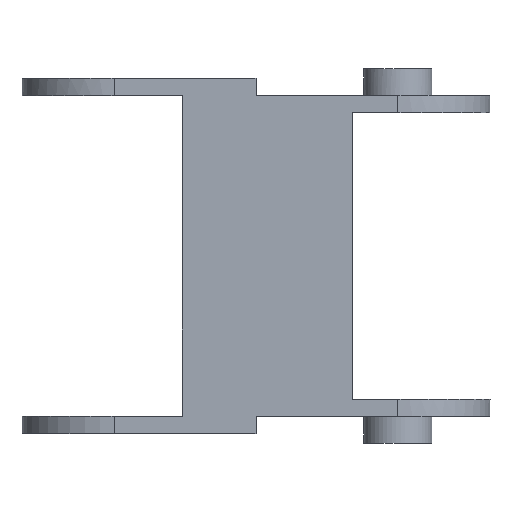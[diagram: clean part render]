
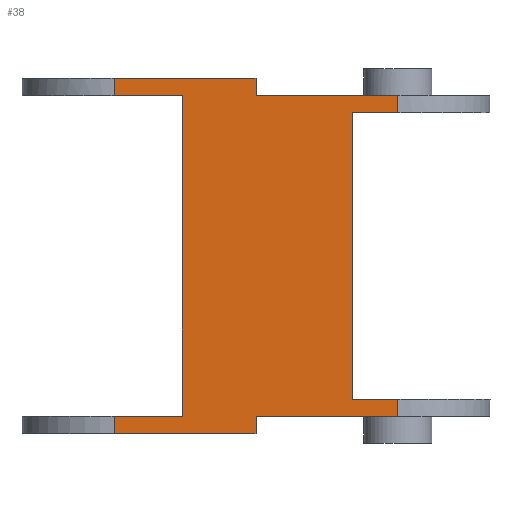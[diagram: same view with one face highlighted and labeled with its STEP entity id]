
A CAD part, top view. The second image highlights one B-rep face of the part: STEP entity #38.
In plain terms, the highlighted planar face has unit normal (0, 0, 1).
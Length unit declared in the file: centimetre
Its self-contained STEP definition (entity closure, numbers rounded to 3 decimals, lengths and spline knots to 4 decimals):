
#38=ADVANCED_FACE('',(#72),#589,.T.);
#72=FACE_OUTER_BOUND('',#106,.T.);
#106=EDGE_LOOP('',(#182,#183,#184,#185,#186,#187,#188,#189,#190,#191,#192,
#193,#194,#195,#196,#197));
#182=ORIENTED_EDGE('',*,*,#335,.T.);
#183=ORIENTED_EDGE('',*,*,#381,.T.);
#184=ORIENTED_EDGE('',*,*,#352,.F.);
#185=ORIENTED_EDGE('',*,*,#380,.F.);
#186=ORIENTED_EDGE('',*,*,#379,.F.);
#187=ORIENTED_EDGE('',*,*,#378,.T.);
#188=ORIENTED_EDGE('',*,*,#331,.F.);
#189=ORIENTED_EDGE('',*,*,#341,.F.);
#190=ORIENTED_EDGE('',*,*,#377,.T.);
#191=ORIENTED_EDGE('',*,*,#343,.F.);
#192=ORIENTED_EDGE('',*,*,#333,.F.);
#193=ORIENTED_EDGE('',*,*,#376,.F.);
#194=ORIENTED_EDGE('',*,*,#375,.T.);
#195=ORIENTED_EDGE('',*,*,#374,.T.);
#196=ORIENTED_EDGE('',*,*,#373,.F.);
#197=ORIENTED_EDGE('',*,*,#372,.T.);
#331=EDGE_CURVE('',#522,#525,#495,.T.);
#333=EDGE_CURVE('',#529,#527,#497,.T.);
#335=EDGE_CURVE('',#530,#532,#427,.T.);
#341=EDGE_CURVE('',#539,#522,#433,.T.);
#343=EDGE_CURVE('',#527,#540,#435,.T.);
#352=EDGE_CURVE('',#546,#547,#444,.T.);
#372=EDGE_CURVE('',#560,#530,#458,.T.);
#373=EDGE_CURVE('',#560,#561,#459,.T.);
#374=EDGE_CURVE('',#562,#561,#460,.T.);
#375=EDGE_CURVE('',#563,#562,#461,.T.);
#376=EDGE_CURVE('',#563,#529,#462,.T.);
#377=EDGE_CURVE('',#539,#540,#463,.T.);
#378=EDGE_CURVE('',#564,#525,#464,.T.);
#379=EDGE_CURVE('',#564,#565,#465,.T.);
#380=EDGE_CURVE('',#565,#546,#466,.T.);
#381=EDGE_CURVE('',#532,#547,#467,.T.);
#427=B_SPLINE_CURVE_WITH_KNOTS('',1,(#986,#987),.UNSPECIFIED.,.F.,.F.,(2,
2),(0.,2.26),.UNSPECIFIED.);
#433=B_SPLINE_CURVE_WITH_KNOTS('',1,(#998,#999),.UNSPECIFIED.,.F.,.F.,(2,
2),(0.,0.32),.UNSPECIFIED.);
#435=B_SPLINE_CURVE_WITH_KNOTS('',1,(#1002,#1003),.UNSPECIFIED.,.F.,.F.,
(2,2),(0.,0.32),.UNSPECIFIED.);
#444=B_SPLINE_CURVE_WITH_KNOTS('',1,(#1020,#1021),.UNSPECIFIED.,.F.,.F.,
(2,2),(0.,0.12),.UNSPECIFIED.);
#458=B_SPLINE_CURVE_WITH_KNOTS('',1,(#1078,#1079),.UNSPECIFIED.,.F.,.F.,
(2,2),(0.,0.48),.UNSPECIFIED.);
#459=B_SPLINE_CURVE_WITH_KNOTS('',1,(#1080,#1081),.UNSPECIFIED.,.F.,.F.,
(2,2),(0.,0.12),.UNSPECIFIED.);
#460=B_SPLINE_CURVE_WITH_KNOTS('',1,(#1082,#1083),.UNSPECIFIED.,.F.,.F.,
(2,2),(0.,1.),.UNSPECIFIED.);
#461=B_SPLINE_CURVE_WITH_KNOTS('',1,(#1084,#1085),.UNSPECIFIED.,.F.,.F.,
(2,2),(0.,0.12),.UNSPECIFIED.);
#462=B_SPLINE_CURVE_WITH_KNOTS('',1,(#1086,#1087),.UNSPECIFIED.,.F.,.F.,
(2,2),(0.,1.),.UNSPECIFIED.);
#463=B_SPLINE_CURVE_WITH_KNOTS('',1,(#1088,#1089),.UNSPECIFIED.,.F.,.F.,
(2,2),(0.,2.02),.UNSPECIFIED.);
#464=B_SPLINE_CURVE_WITH_KNOTS('',1,(#1090,#1091),.UNSPECIFIED.,.F.,.F.,
(2,2),(0.,1.),.UNSPECIFIED.);
#465=B_SPLINE_CURVE_WITH_KNOTS('',1,(#1092,#1093),.UNSPECIFIED.,.F.,.F.,
(2,2),(0.,0.12),.UNSPECIFIED.);
#466=B_SPLINE_CURVE_WITH_KNOTS('',1,(#1094,#1095),.UNSPECIFIED.,.F.,.F.,
(2,2),(0.,1.),.UNSPECIFIED.);
#467=B_SPLINE_CURVE_WITH_KNOTS('',1,(#1096,#1097),.UNSPECIFIED.,.F.,.F.,
(2,2),(0.,0.48),.UNSPECIFIED.);
#495=(
BOUNDED_CURVE()
B_SPLINE_CURVE(1,(#978,#979),.UNSPECIFIED.,.F.,.F.)
B_SPLINE_CURVE_WITH_KNOTS((2,2),(5.0784,5.1984),
 .UNSPECIFIED.)
CURVE()
GEOMETRIC_REPRESENTATION_ITEM()
RATIONAL_B_SPLINE_CURVE((1.,1.))
REPRESENTATION_ITEM('')
);
#497=(
BOUNDED_CURVE()
B_SPLINE_CURVE(1,(#982,#983),.UNSPECIFIED.,.F.,.F.)
B_SPLINE_CURVE_WITH_KNOTS((2,2),(2.9384,3.0584),
 .UNSPECIFIED.)
CURVE()
GEOMETRIC_REPRESENTATION_ITEM()
RATIONAL_B_SPLINE_CURVE((1.,1.))
REPRESENTATION_ITEM('')
);
#522=VERTEX_POINT('',#912);
#525=VERTEX_POINT('',#915);
#527=VERTEX_POINT('',#917);
#529=VERTEX_POINT('',#919);
#530=VERTEX_POINT('',#920);
#532=VERTEX_POINT('',#922);
#539=VERTEX_POINT('',#929);
#540=VERTEX_POINT('',#930);
#546=VERTEX_POINT('',#936);
#547=VERTEX_POINT('',#937);
#560=VERTEX_POINT('',#950);
#561=VERTEX_POINT('',#951);
#562=VERTEX_POINT('',#952);
#563=VERTEX_POINT('',#953);
#564=VERTEX_POINT('',#954);
#565=VERTEX_POINT('',#955);
#589=PLANE('',#643);
#643=AXIS2_PLACEMENT_3D('',#767,#668,$);
#668=DIRECTION('',(0.,0.,1.));
#767=CARTESIAN_POINT('',(-1.4001,1.375,1.321));
#912=CARTESIAN_POINT('',(0.6999,-1.01,1.321));
#915=CARTESIAN_POINT('',(0.6999,-1.13,1.321));
#917=CARTESIAN_POINT('',(0.6999,1.01,1.321));
#919=CARTESIAN_POINT('',(0.6999,1.13,1.321));
#920=CARTESIAN_POINT('',(-0.8201,1.13,1.321));
#922=CARTESIAN_POINT('',(-0.8201,-1.13,1.321));
#929=CARTESIAN_POINT('',(0.3799,-1.01,1.321));
#930=CARTESIAN_POINT('',(0.3799,1.01,1.321));
#936=CARTESIAN_POINT('',(-1.3001,-1.25,1.321));
#937=CARTESIAN_POINT('',(-1.3001,-1.13,1.321));
#950=CARTESIAN_POINT('',(-1.3001,1.13,1.321));
#951=CARTESIAN_POINT('',(-1.3001,1.25,1.321));
#952=CARTESIAN_POINT('',(-0.3001,1.25,1.321));
#953=CARTESIAN_POINT('',(-0.3001,1.13,1.321));
#954=CARTESIAN_POINT('',(-0.3001,-1.13,1.321));
#955=CARTESIAN_POINT('',(-0.3001,-1.25,1.321));
#978=CARTESIAN_POINT('',(0.6999,-1.01,1.321));
#979=CARTESIAN_POINT('',(0.6999,-1.13,1.321));
#982=CARTESIAN_POINT('',(0.6999,1.13,1.321));
#983=CARTESIAN_POINT('',(0.6999,1.01,1.321));
#986=CARTESIAN_POINT('',(-0.8201,1.13,1.321));
#987=CARTESIAN_POINT('',(-0.8201,-1.13,1.321));
#998=CARTESIAN_POINT('',(0.3799,-1.01,1.321));
#999=CARTESIAN_POINT('',(0.6999,-1.01,1.321));
#1002=CARTESIAN_POINT('',(0.6999,1.01,1.321));
#1003=CARTESIAN_POINT('',(0.3799,1.01,1.321));
#1020=CARTESIAN_POINT('',(-1.3001,-1.25,1.321));
#1021=CARTESIAN_POINT('',(-1.3001,-1.13,1.321));
#1078=CARTESIAN_POINT('',(-1.3001,1.13,1.321));
#1079=CARTESIAN_POINT('',(-0.8201,1.13,1.321));
#1080=CARTESIAN_POINT('',(-1.3001,1.13,1.321));
#1081=CARTESIAN_POINT('',(-1.3001,1.25,1.321));
#1082=CARTESIAN_POINT('',(-0.3001,1.25,1.321));
#1083=CARTESIAN_POINT('',(-1.3001,1.25,1.321));
#1084=CARTESIAN_POINT('',(-0.3001,1.13,1.321));
#1085=CARTESIAN_POINT('',(-0.3001,1.25,1.321));
#1086=CARTESIAN_POINT('',(-0.3001,1.13,1.321));
#1087=CARTESIAN_POINT('',(0.6999,1.13,1.321));
#1088=CARTESIAN_POINT('',(0.3799,-1.01,1.321));
#1089=CARTESIAN_POINT('',(0.3799,1.01,1.321));
#1090=CARTESIAN_POINT('',(-0.3001,-1.13,1.321));
#1091=CARTESIAN_POINT('',(0.6999,-1.13,1.321));
#1092=CARTESIAN_POINT('',(-0.3001,-1.13,1.321));
#1093=CARTESIAN_POINT('',(-0.3001,-1.25,1.321));
#1094=CARTESIAN_POINT('',(-0.3001,-1.25,1.321));
#1095=CARTESIAN_POINT('',(-1.3001,-1.25,1.321));
#1096=CARTESIAN_POINT('',(-0.8201,-1.13,1.321));
#1097=CARTESIAN_POINT('',(-1.3001,-1.13,1.321));
